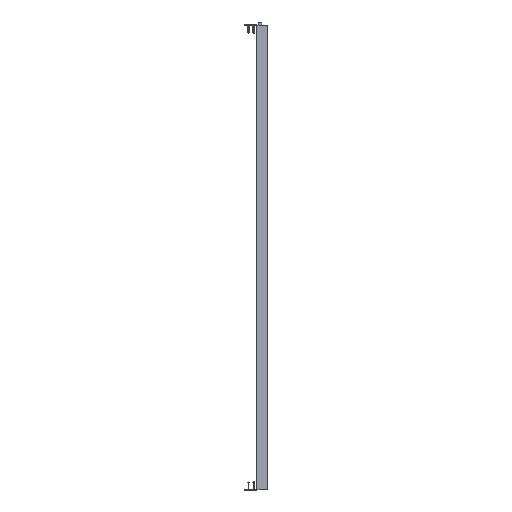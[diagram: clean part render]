
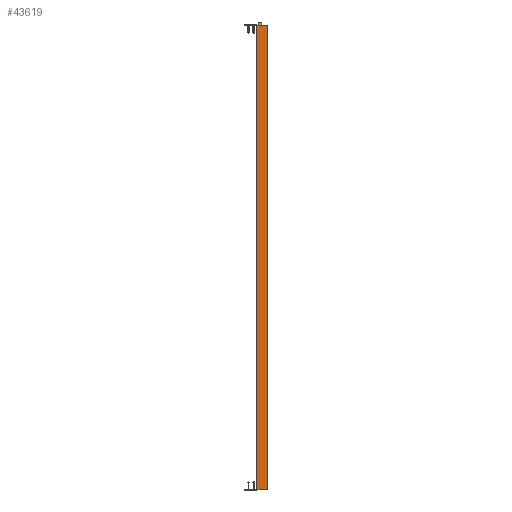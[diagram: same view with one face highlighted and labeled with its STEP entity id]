
A CAD part, left-side view. The second image highlights one B-rep face of the part: STEP entity #43619.
In plain terms, the highlighted planar face has unit normal (-1, 0.009, 0).
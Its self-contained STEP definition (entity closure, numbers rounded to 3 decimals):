
#1638 = ORIENTED_EDGE ( 'NONE', *, *, #30896, .T. ) ;
#2585 = LINE ( 'NONE', #41268, #41280 ) ;
#2701 = EDGE_LOOP ( 'NONE', ( #19056, #1638, #27364, #32948 ) ) ;
#2984 = AXIS2_PLACEMENT_3D ( 'NONE', #12152, #33314, #29455 ) ;
#7068 = CARTESIAN_POINT ( 'NONE',  ( -6.383, -0.694, -1083. ) ) ;
#10254 = LINE ( 'NONE', #44195, #44185 ) ;
#10856 = CARTESIAN_POINT ( 'NONE',  ( -6.599, -24.85, -1083. ) ) ;
#12152 = CARTESIAN_POINT ( 'NONE',  ( -6.377, 0., -1083. ) ) ;
#13558 = EDGE_CURVE ( 'NONE', #41667, #31082, #2585, .T. ) ;
#13865 = EDGE_CURVE ( 'NONE', #37408, #35391, #10254, .T. ) ;
#17126 = DIRECTION ( 'NONE',  ( -0.009, -1., 0. ) ) ;
#18487 = VECTOR ( 'NONE', #19924, 1000. ) ;
#19046 = CARTESIAN_POINT ( 'NONE',  ( -6.383, -0.694, 0. ) ) ;
#19056 = ORIENTED_EDGE ( 'NONE', *, *, #13558, .T. ) ;
#19422 = VECTOR ( 'NONE', #31574, 1000. ) ;
#19924 = DIRECTION ( 'NONE',  ( 0., 0., -1. ) ) ;
#21040 = EDGE_CURVE ( 'NONE', #37408, #41667, #30424, .T. ) ;
#24749 = LINE ( 'NONE', #10856, #19422 ) ;
#26489 = PLANE ( 'NONE',  #2984 ) ;
#27364 = ORIENTED_EDGE ( 'NONE', *, *, #13865, .F. ) ;
#28050 = CARTESIAN_POINT ( 'NONE',  ( -6.599, -24.85, 0. ) ) ;
#29455 = DIRECTION ( 'NONE',  ( -0.009, -1., 0. ) ) ;
#30424 = LINE ( 'NONE', #39966, #18487 ) ;
#30896 = EDGE_CURVE ( 'NONE', #31082, #35391, #24749, .T. ) ;
#31082 = VERTEX_POINT ( 'NONE', #36415 ) ;
#31574 = DIRECTION ( 'NONE',  ( 0., 0., 1. ) ) ;
#32948 = ORIENTED_EDGE ( 'NONE', *, *, #21040, .T. ) ;
#33088 = FACE_OUTER_BOUND ( 'NONE', #2701, .T. ) ;
#33314 = DIRECTION ( 'NONE',  ( -1., 0.009, 0. ) ) ;
#35391 = VERTEX_POINT ( 'NONE', #28050 ) ;
#36415 = CARTESIAN_POINT ( 'NONE',  ( -6.599, -24.85, -1083. ) ) ;
#37408 = VERTEX_POINT ( 'NONE', #19046 ) ;
#39966 = CARTESIAN_POINT ( 'NONE',  ( -6.383, -0.694, -1083. ) ) ;
#41268 = CARTESIAN_POINT ( 'NONE',  ( -6.377, 0., -1083. ) ) ;
#41280 = VECTOR ( 'NONE', #17126, 1000. ) ;
#41667 = VERTEX_POINT ( 'NONE', #7068 ) ;
#43619 = ADVANCED_FACE ( 'NONE', ( #33088 ), #26489, .T. ) ;
#44185 = VECTOR ( 'NONE', #44868, 1000. ) ;
#44195 = CARTESIAN_POINT ( 'NONE',  ( -6.377, 0., 0. ) ) ;
#44868 = DIRECTION ( 'NONE',  ( -0.009, -1., 0. ) ) ;
